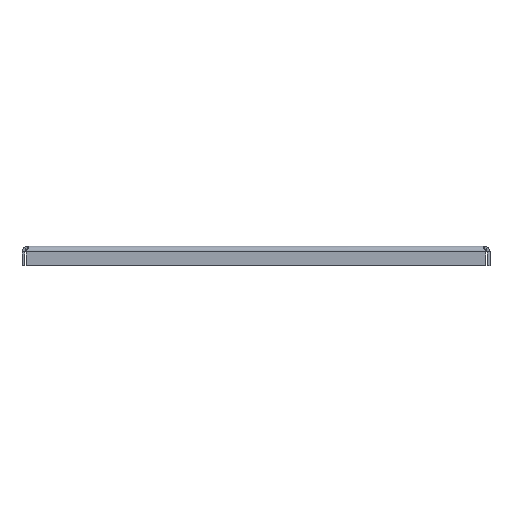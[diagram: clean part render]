
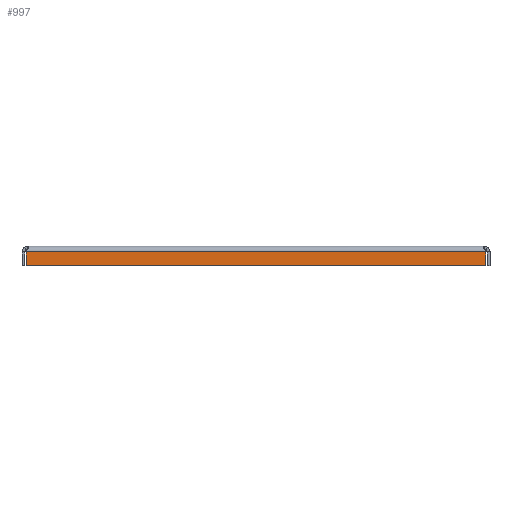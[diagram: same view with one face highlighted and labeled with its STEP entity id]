
A CAD part, top view. The second image highlights one B-rep face of the part: STEP entity #997.
In plain terms, the highlighted planar face has unit normal (0, 0, 1).
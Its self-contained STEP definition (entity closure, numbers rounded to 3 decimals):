
#109 = VECTOR ( 'NONE', #3198, 1000. ) ;
#426 = LINE ( 'NONE', #2518, #109 ) ;
#514 = CARTESIAN_POINT ( 'NONE',  ( 0., -3., 75. ) ) ;
#549 = VECTOR ( 'NONE', #2304, 1000. ) ;
#785 = CARTESIAN_POINT ( 'NONE',  ( -121.346, -10., 75. ) ) ;
#997 = ADVANCED_FACE ( 'NONE', ( #1027 ), #2734, .T. ) ;
#1027 = FACE_OUTER_BOUND ( 'NONE', #2380, .T. ) ;
#1089 = LINE ( 'NONE', #514, #1998 ) ;
#1105 = LINE ( 'NONE', #1420, #549 ) ;
#1420 = CARTESIAN_POINT ( 'NONE',  ( 121.346, 0.846, 75. ) ) ;
#1451 = ORIENTED_EDGE ( 'NONE', *, *, #2838, .T. ) ;
#1458 = ORIENTED_EDGE ( 'NONE', *, *, #1459, .F. ) ;
#1459 = EDGE_CURVE ( 'NONE', #2097, #1653, #426, .T. ) ;
#1474 = ORIENTED_EDGE ( 'NONE', *, *, #2504, .F. ) ;
#1597 = VERTEX_POINT ( 'NONE', #2250 ) ;
#1653 = VERTEX_POINT ( 'NONE', #2134 ) ;
#1716 = DIRECTION ( 'NONE',  ( -1., 0., 0. ) ) ;
#1813 = DIRECTION ( 'NONE',  ( -1., 0., 0. ) ) ;
#1909 = DIRECTION ( 'NONE',  ( 0., -1., 0. ) ) ;
#1968 = ORIENTED_EDGE ( 'NONE', *, *, #2760, .F. ) ;
#1998 = VECTOR ( 'NONE', #1716, 1000. ) ;
#2037 = CARTESIAN_POINT ( 'NONE',  ( 121.346, -3., 75. ) ) ;
#2097 = VERTEX_POINT ( 'NONE', #785 ) ;
#2126 = AXIS2_PLACEMENT_3D ( 'NONE', #3036, #3020, #1909 ) ;
#2134 = CARTESIAN_POINT ( 'NONE',  ( -121.346, -3., 75. ) ) ;
#2250 = CARTESIAN_POINT ( 'NONE',  ( 121.346, -10., 75. ) ) ;
#2304 = DIRECTION ( 'NONE',  ( 0., -1., 0. ) ) ;
#2363 = CARTESIAN_POINT ( 'NONE',  ( -121.346, -10., 75. ) ) ;
#2380 = EDGE_LOOP ( 'NONE', ( #1968, #1451, #1458, #1474 ) ) ;
#2504 = EDGE_CURVE ( 'NONE', #1597, #2097, #3564, .T. ) ;
#2518 = CARTESIAN_POINT ( 'NONE',  ( -121.346, 0.846, 75. ) ) ;
#2688 = VECTOR ( 'NONE', #1813, 1000. ) ;
#2734 = PLANE ( 'NONE',  #2126 ) ;
#2760 = EDGE_CURVE ( 'NONE', #3074, #1597, #1105, .T. ) ;
#2838 = EDGE_CURVE ( 'NONE', #3074, #1653, #1089, .T. ) ;
#3020 = DIRECTION ( 'NONE',  ( 0., 0., 1. ) ) ;
#3036 = CARTESIAN_POINT ( 'NONE',  ( 0., 72.193, 75. ) ) ;
#3074 = VERTEX_POINT ( 'NONE', #2037 ) ;
#3198 = DIRECTION ( 'NONE',  ( 0., 1., 0. ) ) ;
#3564 = LINE ( 'NONE', #2363, #2688 ) ;
